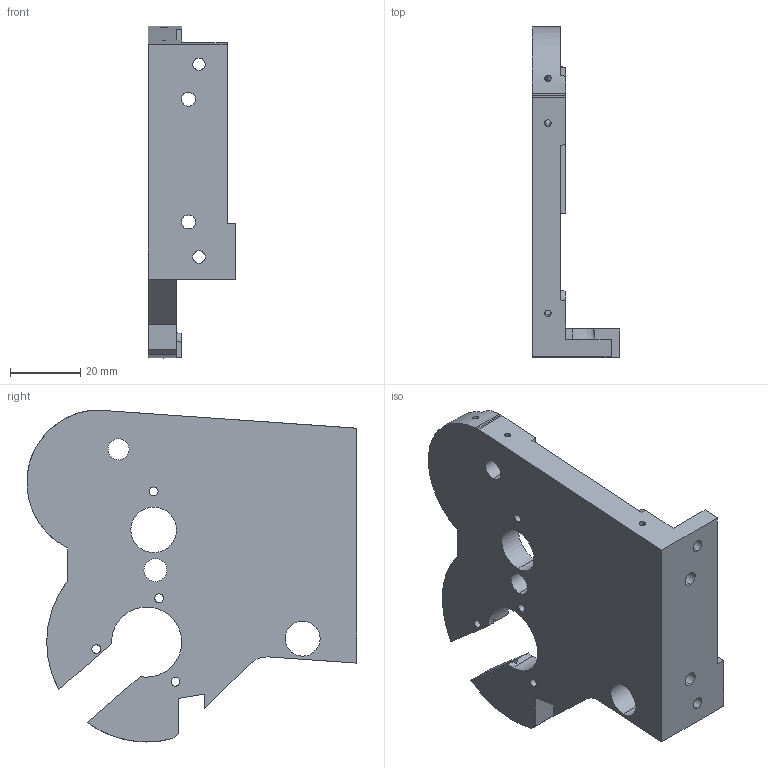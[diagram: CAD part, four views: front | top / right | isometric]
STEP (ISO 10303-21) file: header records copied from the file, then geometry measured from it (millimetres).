
FILE_DESCRIPTION (( 'STEP AP214' ), '1' );
FILE_NAME ('Frame Right Side.STEP', '2025-07-06T08:34:23', ( '' ), ( '' ), 'SwSTEP 2.0', 'SolidWorks 2025', '' );
FILE_SCHEMA (( 'AUTOMOTIVE_DESIGN' ));
Length unit declared in the file: millimetre
Products named in the file (1): Frame Right Side
Bounding box: 25 x 94.11 x 94.69 mm (x, y, z)
Volume: 41431.9 mm3; surface area: 22307.2 mm2
Topology: 1 solids, 1 shells, 215 faces, 630 edges, 419 vertices
Faces by surface type: plane 79, cylinder 63, cone 41, bspline 32
Entity records: 8365 total; most frequent: CARTESIAN_POINT 2873, ORIENTED_EDGE 1260, DIRECTION 1006, EDGE_CURVE 630, VERTEX_POINT 419, AXIS2_PLACEMENT_3D 376, LINE 254, VECTOR 254
